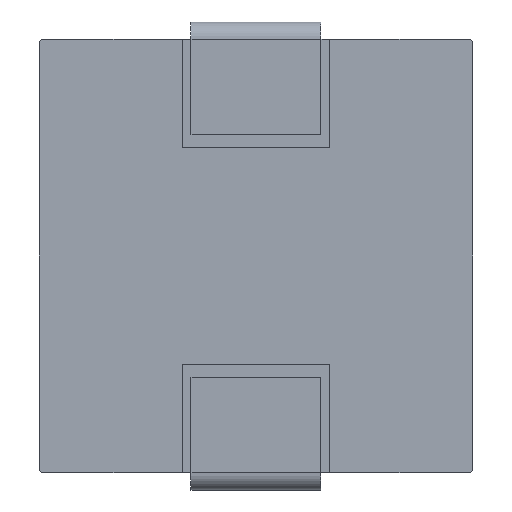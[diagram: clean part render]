
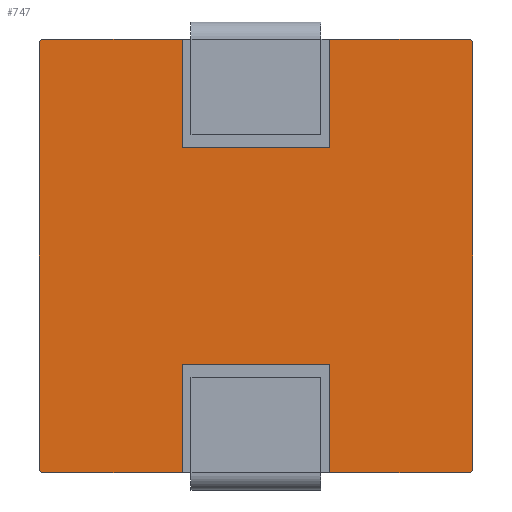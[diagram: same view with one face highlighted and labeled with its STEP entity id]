
A CAD part, front view. The second image highlights one B-rep face of the part: STEP entity #747.
In plain terms, the highlighted planar face has unit normal (0, -1, 0).
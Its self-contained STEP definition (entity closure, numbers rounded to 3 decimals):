
#492 = EDGE_LOOP ( 'NONE', ( #4353, #4357, #4354, #4355, #4356, #4359, #4358, #4361, #4360, #4362, #4363, #4364, #4366, #4365, #4367, #4368 ) ) ;
#735 = EDGE_CURVE ( 'NONE', #4248, #4254, #2224, .T. ) ;
#744 = EDGE_CURVE ( 'NONE', #4252, #4251, #2194, .T. ) ;
#747 = ADVANCED_FACE ( 'NONE', ( #2436 ), #2184, .T. ) ;
#1061 = EDGE_CURVE ( 'NONE', #4223, #4220, #1941, .T. ) ;
#1063 = EDGE_CURVE ( 'NONE', #4220, #4248, #1935, .T. ) ;
#1064 = EDGE_CURVE ( 'NONE', #4237, #4221, #1932, .T. ) ;
#1065 = EDGE_CURVE ( 'NONE', #4221, #4222, #1929, .T. ) ;
#1066 = EDGE_CURVE ( 'NONE', #4222, #4230, #1926, .T. ) ;
#1067 = EDGE_CURVE ( 'NONE', #4251, #4223, #1923, .T. ) ;
#1068 = EDGE_CURVE ( 'NONE', #4224, #4240, #1920, .T. ) ;
#1072 = EDGE_CURVE ( 'NONE', #4226, #4252, #3086, .T. ) ;
#1074 = EDGE_CURVE ( 'NONE', #4228, #4226, #1902, .T. ) ;
#1077 = EDGE_CURVE ( 'NONE', #4238, #4228, #3089, .T. ) ;
#1080 = EDGE_CURVE ( 'NONE', #4230, #4238, #1884, .T. ) ;
#1088 = EDGE_CURVE ( 'NONE', #4242, #4237, #1860, .T. ) ;
#1092 = EDGE_CURVE ( 'NONE', #4240, #4242, #3091, .T. ) ;
#1802 = AXIS2_PLACEMENT_3D ( 'NONE', #2183, #2182, #2181 ) ;
#1839 = DIRECTION ( 'NONE',  ( 0., 0., -1. ) ) ;
#1840 = DIRECTION ( 'NONE',  ( 0., 1., 0. ) ) ;
#1847 = CARTESIAN_POINT ( 'NONE',  ( -4.9, 0., 4.9 ) ) ;
#1858 = DIRECTION ( 'NONE',  ( 1., 0., 0. ) ) ;
#1859 = CARTESIAN_POINT ( 'NONE',  ( -4.9, 0., 5. ) ) ;
#1860 = LINE ( 'NONE', #1859, #3152 ) ;
#1882 = DIRECTION ( 'NONE',  ( 1., 0., 0. ) ) ;
#1883 = CARTESIAN_POINT ( 'NONE',  ( -4.9, 0., 5. ) ) ;
#1884 = LINE ( 'NONE', #1883, #3143 ) ;
#1892 = DIRECTION ( 'NONE',  ( 0., 0., 1. ) ) ;
#1893 = DIRECTION ( 'NONE',  ( 0., 1., 0. ) ) ;
#1900 = DIRECTION ( 'NONE',  ( 0., 0., -1. ) ) ;
#1901 = CARTESIAN_POINT ( 'NONE',  ( 5., 0., 4.9 ) ) ;
#1902 = LINE ( 'NONE', #1901, #3137 ) ;
#1903 = CARTESIAN_POINT ( 'NONE',  ( 4.9, 0., 4.9 ) ) ;
#1907 = DIRECTION ( 'NONE',  ( 0., 0., -1. ) ) ;
#1908 = DIRECTION ( 'NONE',  ( 0., 1., 0. ) ) ;
#1909 = CARTESIAN_POINT ( 'NONE',  ( 4.9, 0., -4.9 ) ) ;
#1918 = DIRECTION ( 'NONE',  ( 0., 0., 1. ) ) ;
#1919 = CARTESIAN_POINT ( 'NONE',  ( -5., 0., 4.9 ) ) ;
#1920 = LINE ( 'NONE', #1919, #3037 ) ;
#1921 = DIRECTION ( 'NONE',  ( 0., 0., 1. ) ) ;
#1922 = CARTESIAN_POINT ( 'NONE',  ( 1.7, 0., -5. ) ) ;
#1923 = LINE ( 'NONE', #1922, #3035 ) ;
#1924 = DIRECTION ( 'NONE',  ( 0., 0., 1. ) ) ;
#1925 = CARTESIAN_POINT ( 'NONE',  ( 1.7, 0., 5. ) ) ;
#1926 = LINE ( 'NONE', #1925, #3034 ) ;
#1927 = DIRECTION ( 'NONE',  ( 1., 0., 0. ) ) ;
#1928 = CARTESIAN_POINT ( 'NONE',  ( 1.7, 0., 2.5 ) ) ;
#1929 = LINE ( 'NONE', #1928, #3033 ) ;
#1930 = DIRECTION ( 'NONE',  ( 0., 0., -1. ) ) ;
#1931 = CARTESIAN_POINT ( 'NONE',  ( -1.7, 0., 5. ) ) ;
#1932 = LINE ( 'NONE', #1931, #3032 ) ;
#1933 = DIRECTION ( 'NONE',  ( 0., 0., -1. ) ) ;
#1934 = CARTESIAN_POINT ( 'NONE',  ( -1.7, 0., -5. ) ) ;
#1935 = LINE ( 'NONE', #1934, #3031 ) ;
#1939 = DIRECTION ( 'NONE',  ( -1., 0., 0. ) ) ;
#1940 = CARTESIAN_POINT ( 'NONE',  ( 1.7, 0., -2.5 ) ) ;
#1941 = LINE ( 'NONE', #1940, #3029 ) ;
#2181 = DIRECTION ( 'NONE',  ( 0., 0., -1. ) ) ;
#2182 = DIRECTION ( 'NONE',  ( 0., -1., 0. ) ) ;
#2183 = CARTESIAN_POINT ( 'NONE',  ( -4.9, 0., 4.9 ) ) ;
#2184 = PLANE ( 'NONE',  #1802 ) ;
#2192 = DIRECTION ( 'NONE',  ( -1., 0., 0. ) ) ;
#2193 = CARTESIAN_POINT ( 'NONE',  ( -4.9, 0., -5. ) ) ;
#2194 = LINE ( 'NONE', #2193, #2441 ) ;
#2222 = DIRECTION ( 'NONE',  ( -1., 0., 0. ) ) ;
#2223 = CARTESIAN_POINT ( 'NONE',  ( -4.9, 0., -5. ) ) ;
#2224 = LINE ( 'NONE', #2223, #2455 ) ;
#2326 = EDGE_CURVE ( 'NONE', #4254, #4224, #3104, .T. ) ;
#2436 = FACE_OUTER_BOUND ( 'NONE', #492, .T. ) ;
#2441 = VECTOR ( 'NONE', #2192, 1000. ) ;
#2455 = VECTOR ( 'NONE', #2222, 1000. ) ;
#2684 = CARTESIAN_POINT ( 'NONE',  ( -4.9, 0., -4.9 ) ) ;
#2687 = DIRECTION ( 'NONE',  ( 0., 0., -1. ) ) ;
#2691 = DIRECTION ( 'NONE',  ( 0., 1., 0. ) ) ;
#2912 = CARTESIAN_POINT ( 'NONE',  ( -1.7, 0., -2.5 ) ) ;
#2913 = CARTESIAN_POINT ( 'NONE',  ( -1.7, 0., 2.5 ) ) ;
#2914 = CARTESIAN_POINT ( 'NONE',  ( 1.7, 0., 2.5 ) ) ;
#2915 = CARTESIAN_POINT ( 'NONE',  ( 1.7, 0., -2.5 ) ) ;
#2916 = CARTESIAN_POINT ( 'NONE',  ( -5., 0., -4.9 ) ) ;
#2918 = CARTESIAN_POINT ( 'NONE',  ( 5., 0., -4.9 ) ) ;
#2920 = CARTESIAN_POINT ( 'NONE',  ( 5., 0., 4.9 ) ) ;
#2922 = CARTESIAN_POINT ( 'NONE',  ( 1.7, 0., 5. ) ) ;
#2929 = CARTESIAN_POINT ( 'NONE',  ( -1.7, 0., 5. ) ) ;
#2930 = CARTESIAN_POINT ( 'NONE',  ( 4.9, 0., 5. ) ) ;
#2932 = CARTESIAN_POINT ( 'NONE',  ( -5., 0., 4.9 ) ) ;
#2934 = CARTESIAN_POINT ( 'NONE',  ( -4.9, 0., 5. ) ) ;
#2940 = CARTESIAN_POINT ( 'NONE',  ( -1.7, 0., -5. ) ) ;
#2943 = CARTESIAN_POINT ( 'NONE',  ( 1.7, 0., -5. ) ) ;
#2944 = CARTESIAN_POINT ( 'NONE',  ( 4.9, 0., -5. ) ) ;
#2946 = CARTESIAN_POINT ( 'NONE',  ( -4.9, 0., -5. ) ) ;
#3008 = AXIS2_PLACEMENT_3D ( 'NONE', #1909, #1908, #1907 ) ;
#3029 = VECTOR ( 'NONE', #1939, 1000. ) ;
#3031 = VECTOR ( 'NONE', #1933, 1000. ) ;
#3032 = VECTOR ( 'NONE', #1930, 1000. ) ;
#3033 = VECTOR ( 'NONE', #1927, 1000. ) ;
#3034 = VECTOR ( 'NONE', #1924, 1000. ) ;
#3035 = VECTOR ( 'NONE', #1921, 1000. ) ;
#3037 = VECTOR ( 'NONE', #1918, 1000. ) ;
#3086 = CIRCLE ( 'NONE', #3008, 0.1 ) ;
#3089 = CIRCLE ( 'NONE', #3136, 0.1 ) ;
#3091 = CIRCLE ( 'NONE', #3141, 0.1 ) ;
#3104 = CIRCLE ( 'NONE', #5134, 0.1 ) ;
#3136 = AXIS2_PLACEMENT_3D ( 'NONE', #1903, #1893, #1892 ) ;
#3137 = VECTOR ( 'NONE', #1900, 1000. ) ;
#3141 = AXIS2_PLACEMENT_3D ( 'NONE', #1847, #1840, #1839 ) ;
#3143 = VECTOR ( 'NONE', #1882, 1000. ) ;
#3152 = VECTOR ( 'NONE', #1858, 1000. ) ;
#4220 = VERTEX_POINT ( 'NONE', #2912 ) ;
#4221 = VERTEX_POINT ( 'NONE', #2913 ) ;
#4222 = VERTEX_POINT ( 'NONE', #2914 ) ;
#4223 = VERTEX_POINT ( 'NONE', #2915 ) ;
#4224 = VERTEX_POINT ( 'NONE', #2916 ) ;
#4226 = VERTEX_POINT ( 'NONE', #2918 ) ;
#4228 = VERTEX_POINT ( 'NONE', #2920 ) ;
#4230 = VERTEX_POINT ( 'NONE', #2922 ) ;
#4237 = VERTEX_POINT ( 'NONE', #2929 ) ;
#4238 = VERTEX_POINT ( 'NONE', #2930 ) ;
#4240 = VERTEX_POINT ( 'NONE', #2932 ) ;
#4242 = VERTEX_POINT ( 'NONE', #2934 ) ;
#4248 = VERTEX_POINT ( 'NONE', #2940 ) ;
#4251 = VERTEX_POINT ( 'NONE', #2943 ) ;
#4252 = VERTEX_POINT ( 'NONE', #2944 ) ;
#4254 = VERTEX_POINT ( 'NONE', #2946 ) ;
#4353 = ORIENTED_EDGE ( 'NONE', *, *, #1067, .F. ) ;
#4354 = ORIENTED_EDGE ( 'NONE', *, *, #1072, .F. ) ;
#4355 = ORIENTED_EDGE ( 'NONE', *, *, #1074, .F. ) ;
#4356 = ORIENTED_EDGE ( 'NONE', *, *, #1077, .F. ) ;
#4357 = ORIENTED_EDGE ( 'NONE', *, *, #744, .F. ) ;
#4358 = ORIENTED_EDGE ( 'NONE', *, *, #1066, .F. ) ;
#4359 = ORIENTED_EDGE ( 'NONE', *, *, #1080, .F. ) ;
#4360 = ORIENTED_EDGE ( 'NONE', *, *, #1064, .F. ) ;
#4361 = ORIENTED_EDGE ( 'NONE', *, *, #1065, .F. ) ;
#4362 = ORIENTED_EDGE ( 'NONE', *, *, #1088, .F. ) ;
#4363 = ORIENTED_EDGE ( 'NONE', *, *, #1092, .F. ) ;
#4364 = ORIENTED_EDGE ( 'NONE', *, *, #1068, .F. ) ;
#4365 = ORIENTED_EDGE ( 'NONE', *, *, #735, .F. ) ;
#4366 = ORIENTED_EDGE ( 'NONE', *, *, #2326, .F. ) ;
#4367 = ORIENTED_EDGE ( 'NONE', *, *, #1063, .F. ) ;
#4368 = ORIENTED_EDGE ( 'NONE', *, *, #1061, .F. ) ;
#5134 = AXIS2_PLACEMENT_3D ( 'NONE', #2684, #2691, #2687 ) ;
